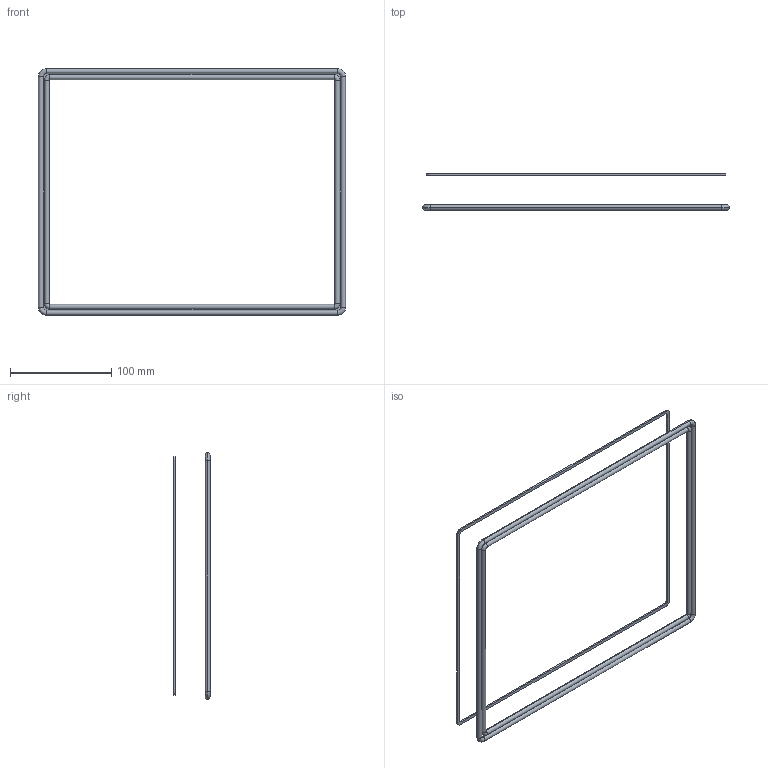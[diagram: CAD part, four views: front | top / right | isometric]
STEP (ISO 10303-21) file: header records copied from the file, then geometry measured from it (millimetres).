
FILE_DESCRIPTION (( 'STEP AP214' ), '1' );
FILE_NAME ('101784~0.STEP', '2020-05-19T09:13:57', ( '' ), ( '' ), 'SwSTEP 2.0', 'SolidWorks 2018', '' );
FILE_SCHEMA (( 'AUTOMOTIVE_DESIGN' ));
Length unit declared in the file: millimetre
Products named in the file (4): 48856~0_S; 48855~0_S; 48858~0_S; 101784~0
Assembly tree (3 placements, depth 2):
  101784~0
    48858~0_S
    48856~0_S
    48855~0_S
Bounding box: 303.4 x 35.6 x 243.6 mm (x, y, z)
Volume: 42503.3 mm3; surface area: 40915.4 mm2
Topology: 3 solids, 3 shells, 50 faces, 112 edges, 64 vertices
Faces by surface type: cylinder 24, torus 16, plane 10
Entity records: 1550 total; most frequent: DIRECTION 288, CARTESIAN_POINT 232, ORIENTED_EDGE 224, AXIS2_PLACEMENT_3D 120, EDGE_CURVE 112, CIRCLE 64, VERTEX_POINT 64, EDGE_LOOP 52
